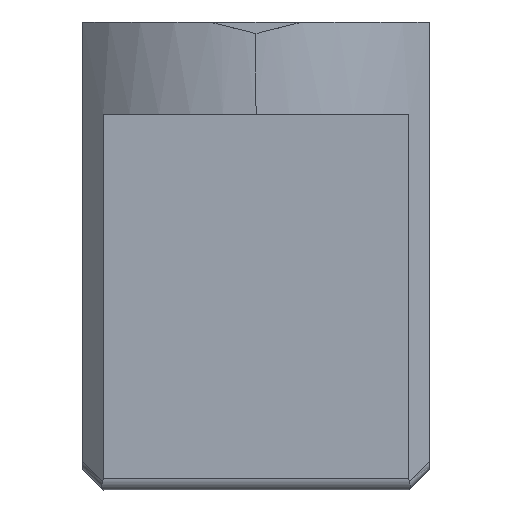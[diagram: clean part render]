
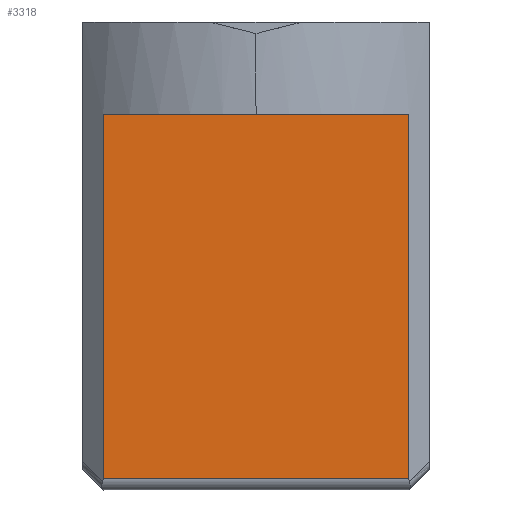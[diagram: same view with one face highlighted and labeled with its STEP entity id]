
A CAD part, left-side view. The second image highlights one B-rep face of the part: STEP entity #3318.
In plain terms, the highlighted planar face has unit normal (-1, 0, 0).
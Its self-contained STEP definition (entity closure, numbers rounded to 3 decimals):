
#324 = CYLINDRICAL_SURFACE('',#325,1.);
#325 = AXIS2_PLACEMENT_3D('',#326,#327,#328);
#326 = CARTESIAN_POINT('',(-14.,13.229,-8.586));
#327 = DIRECTION('',(0.,-1.,0.));
#328 = DIRECTION('',(0.707,0.,-0.707)
  );
#1559 = CYLINDRICAL_SURFACE('',#1560,20.);
#1560 = AXIS2_PLACEMENT_3D('',#1561,#1562,#1563);
#1561 = CARTESIAN_POINT('',(0.,0.,149.864));
#1562 = DIRECTION('',(0.,0.,1.));
#1563 = DIRECTION('',(1.,0.,0.));
#1789 = VERTEX_POINT('',#1790);
#1790 = CARTESIAN_POINT('',(-15.,13.229,-8.586));
#1820 = EDGE_CURVE('',#1789,#1821,#1823,.T.);
#1821 = VERTEX_POINT('',#1822);
#1822 = CARTESIAN_POINT('',(-15.,-13.229,-8.586));
#1823 = SURFACE_CURVE('',#1824,(#1828,#1835),.PCURVE_S1.);
#1824 = LINE('',#1825,#1826);
#1825 = CARTESIAN_POINT('',(-15.,13.229,-8.586));
#1826 = VECTOR('',#1827,1.);
#1827 = DIRECTION('',(0.,-1.,0.));
#1828 = PCURVE('',#324,#1829);
#1829 = DEFINITIONAL_REPRESENTATION('',(#1830),#1834);
#1830 = LINE('',#1831,#1832);
#1831 = CARTESIAN_POINT('',(-2.356,0.));
#1832 = VECTOR('',#1833,1.);
#1833 = DIRECTION('',(-0.,1.));
#1834 = ( GEOMETRIC_REPRESENTATION_CONTEXT(2) 
PARAMETRIC_REPRESENTATION_CONTEXT() REPRESENTATION_CONTEXT('2D SPACE',''
  ) );
#1835 = PCURVE('',#1836,#1841);
#1836 = PLANE('',#1837);
#1837 = AXIS2_PLACEMENT_3D('',#1838,#1839,#1840);
#1838 = CARTESIAN_POINT('',(-15.,-73.678,22.906));
#1839 = DIRECTION('',(-1.,0.,0.));
#1840 = DIRECTION('',(0.,0.,-1.));
#1841 = DEFINITIONAL_REPRESENTATION('',(#1842),#1846);
#1842 = LINE('',#1843,#1844);
#1843 = CARTESIAN_POINT('',(31.492,-86.907));
#1844 = VECTOR('',#1845,1.);
#1845 = DIRECTION('',(0.,1.));
#1846 = ( GEOMETRIC_REPRESENTATION_CONTEXT(2) 
PARAMETRIC_REPRESENTATION_CONTEXT() REPRESENTATION_CONTEXT('2D SPACE',''
  ) );
#1870 = CYLINDRICAL_SURFACE('',#1871,20.);
#1871 = AXIS2_PLACEMENT_3D('',#1872,#1873,#1874);
#1872 = CARTESIAN_POINT('',(0.,0.,149.864));
#1873 = DIRECTION('',(0.,0.,1.));
#1874 = DIRECTION('',(1.,0.,0.));
#3131 = EDGE_CURVE('',#1789,#3132,#3134,.T.);
#3132 = VERTEX_POINT('',#3133);
#3133 = CARTESIAN_POINT('',(-15.,13.229,22.906));
#3134 = SURFACE_CURVE('',#3135,(#3139,#3146),.PCURVE_S1.);
#3135 = LINE('',#3136,#3137);
#3136 = CARTESIAN_POINT('',(-15.,13.229,149.864));
#3137 = VECTOR('',#3138,1.);
#3138 = DIRECTION('',(0.,0.,1.));
#3139 = PCURVE('',#1559,#3140);
#3140 = DEFINITIONAL_REPRESENTATION('',(#3141),#3145);
#3141 = LINE('',#3142,#3143);
#3142 = CARTESIAN_POINT('',(2.419,0.));
#3143 = VECTOR('',#3144,1.);
#3144 = DIRECTION('',(0.,1.));
#3145 = ( GEOMETRIC_REPRESENTATION_CONTEXT(2) 
PARAMETRIC_REPRESENTATION_CONTEXT() REPRESENTATION_CONTEXT('2D SPACE',''
  ) );
#3146 = PCURVE('',#1836,#3147);
#3147 = DEFINITIONAL_REPRESENTATION('',(#3148),#3152);
#3148 = LINE('',#3149,#3150);
#3149 = CARTESIAN_POINT('',(-126.957,-86.907));
#3150 = VECTOR('',#3151,1.);
#3151 = DIRECTION('',(-1.,0.));
#3152 = ( GEOMETRIC_REPRESENTATION_CONTEXT(2) 
PARAMETRIC_REPRESENTATION_CONTEXT() REPRESENTATION_CONTEXT('2D SPACE',''
  ) );
#3171 = PLANE('',#3172);
#3172 = AXIS2_PLACEMENT_3D('',#3173,#3174,#3175);
#3173 = CARTESIAN_POINT('',(-21.,-73.678,22.906));
#3174 = DIRECTION('',(0.,0.,-1.));
#3175 = DIRECTION('',(1.,0.,0.));
#3318 = ADVANCED_FACE('',(#3319),#1836,.T.);
#3319 = FACE_BOUND('',#3320,.T.);
#3320 = EDGE_LOOP('',(#3321,#3344,#3365,#3366));
#3321 = ORIENTED_EDGE('',*,*,#3322,.T.);
#3322 = EDGE_CURVE('',#1821,#3323,#3325,.T.);
#3323 = VERTEX_POINT('',#3324);
#3324 = CARTESIAN_POINT('',(-15.,-13.229,22.906));
#3325 = SURFACE_CURVE('',#3326,(#3330,#3337),.PCURVE_S1.);
#3326 = LINE('',#3327,#3328);
#3327 = CARTESIAN_POINT('',(-15.,-13.229,149.864));
#3328 = VECTOR('',#3329,1.);
#3329 = DIRECTION('',(0.,0.,1.));
#3330 = PCURVE('',#1836,#3331);
#3331 = DEFINITIONAL_REPRESENTATION('',(#3332),#3336);
#3332 = LINE('',#3333,#3334);
#3333 = CARTESIAN_POINT('',(-126.957,-60.449));
#3334 = VECTOR('',#3335,1.);
#3335 = DIRECTION('',(-1.,0.));
#3336 = ( GEOMETRIC_REPRESENTATION_CONTEXT(2) 
PARAMETRIC_REPRESENTATION_CONTEXT() REPRESENTATION_CONTEXT('2D SPACE',''
  ) );
#3337 = PCURVE('',#1870,#3338);
#3338 = DEFINITIONAL_REPRESENTATION('',(#3339),#3343);
#3339 = LINE('',#3340,#3341);
#3340 = CARTESIAN_POINT('',(3.864,0.));
#3341 = VECTOR('',#3342,1.);
#3342 = DIRECTION('',(0.,1.));
#3343 = ( GEOMETRIC_REPRESENTATION_CONTEXT(2) 
PARAMETRIC_REPRESENTATION_CONTEXT() REPRESENTATION_CONTEXT('2D SPACE',''
  ) );
#3344 = ORIENTED_EDGE('',*,*,#3345,.T.);
#3345 = EDGE_CURVE('',#3323,#3132,#3346,.T.);
#3346 = SURFACE_CURVE('',#3347,(#3351,#3358),.PCURVE_S1.);
#3347 = LINE('',#3348,#3349);
#3348 = CARTESIAN_POINT('',(-15.,-73.678,22.906));
#3349 = VECTOR('',#3350,1.);
#3350 = DIRECTION('',(0.,1.,0.));
#3351 = PCURVE('',#1836,#3352);
#3352 = DEFINITIONAL_REPRESENTATION('',(#3353),#3357);
#3353 = LINE('',#3354,#3355);
#3354 = CARTESIAN_POINT('',(0.,0.));
#3355 = VECTOR('',#3356,1.);
#3356 = DIRECTION('',(0.,-1.));
#3357 = ( GEOMETRIC_REPRESENTATION_CONTEXT(2) 
PARAMETRIC_REPRESENTATION_CONTEXT() REPRESENTATION_CONTEXT('2D SPACE',''
  ) );
#3358 = PCURVE('',#3171,#3359);
#3359 = DEFINITIONAL_REPRESENTATION('',(#3360),#3364);
#3360 = LINE('',#3361,#3362);
#3361 = CARTESIAN_POINT('',(6.,0.));
#3362 = VECTOR('',#3363,1.);
#3363 = DIRECTION('',(0.,-1.));
#3364 = ( GEOMETRIC_REPRESENTATION_CONTEXT(2) 
PARAMETRIC_REPRESENTATION_CONTEXT() REPRESENTATION_CONTEXT('2D SPACE',''
  ) );
#3365 = ORIENTED_EDGE('',*,*,#3131,.F.);
#3366 = ORIENTED_EDGE('',*,*,#1820,.T.);
